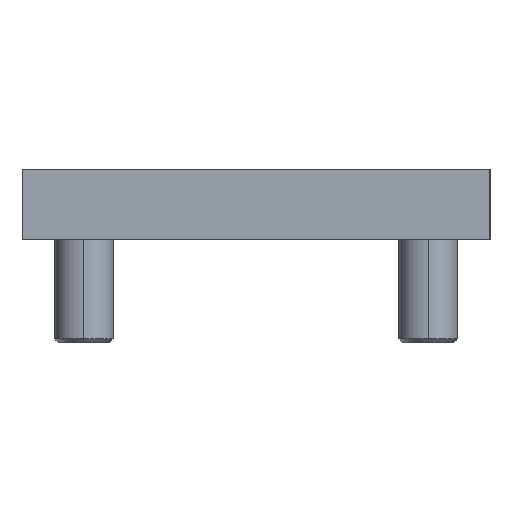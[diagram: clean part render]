
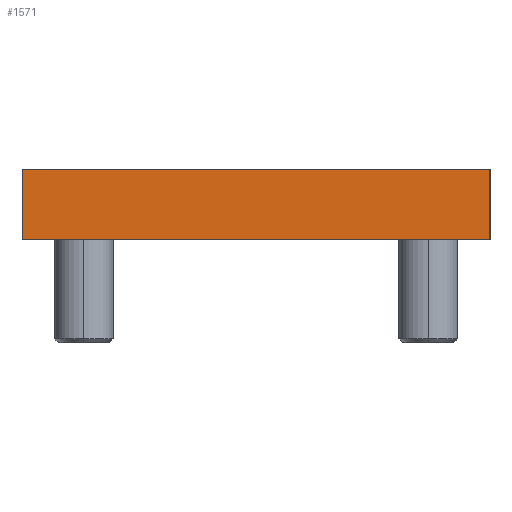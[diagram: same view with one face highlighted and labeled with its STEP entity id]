
A CAD part, left-side view. The second image highlights one B-rep face of the part: STEP entity #1571.
In plain terms, the highlighted planar face has unit normal (-1, 0, 0).
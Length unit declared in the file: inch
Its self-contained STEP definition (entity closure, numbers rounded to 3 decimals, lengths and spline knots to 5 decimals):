
#32 = FACE_OUTER_BOUND ( 'NONE', #2990, .T. ) ;
#48 = VERTEX_POINT ( 'NONE', #992 ) ;
#173 = EDGE_CURVE ( 'NONE', #48, #1907, #560, .T. ) ;
#333 = DIRECTION ( 'NONE',  ( 0., 0., -1. ) ) ;
#346 = VECTOR ( 'NONE', #1936, 39.37008 ) ;
#446 = ORIENTED_EDGE ( 'NONE', *, *, #2748, .F. ) ;
#500 = CARTESIAN_POINT ( 'NONE',  ( -2.0625, -1.25, 0. ) ) ;
#560 = LINE ( 'NONE', #2491, #1688 ) ;
#582 = VERTEX_POINT ( 'NONE', #2541 ) ;
#713 = VERTEX_POINT ( 'NONE', #2737 ) ;
#963 = CARTESIAN_POINT ( 'NONE',  ( -2.0625, -1.25, 0.375 ) ) ;
#992 = CARTESIAN_POINT ( 'NONE',  ( -2.0625, 1.25, 0.375 ) ) ;
#1193 = EDGE_CURVE ( 'NONE', #1907, #713, #2207, .T. ) ;
#1269 = DIRECTION ( 'NONE',  ( 1., 0., 0. ) ) ;
#1457 = CARTESIAN_POINT ( 'NONE',  ( -2.0625, 1.25, 0. ) ) ;
#1571 = ADVANCED_FACE ( 'NONE', ( #32 ), #3123, .F. ) ;
#1594 = DIRECTION ( 'NONE',  ( 0., -1., 0. ) ) ;
#1605 = LINE ( 'NONE', #2073, #2251 ) ;
#1627 = CARTESIAN_POINT ( 'NONE',  ( -2.0625, -1.25, 0.375 ) ) ;
#1688 = VECTOR ( 'NONE', #333, 39.37008 ) ;
#1777 = EDGE_CURVE ( 'NONE', #48, #582, #1605, .T. ) ;
#1907 = VERTEX_POINT ( 'NONE', #1457 ) ;
#1913 = AXIS2_PLACEMENT_3D ( 'NONE', #963, #1269, #2902 ) ;
#1932 = VECTOR ( 'NONE', #2608, 39.37008 ) ;
#1936 = DIRECTION ( 'NONE',  ( 0., -1., 0. ) ) ;
#2073 = CARTESIAN_POINT ( 'NONE',  ( -2.0625, -1.25, 0.375 ) ) ;
#2207 = LINE ( 'NONE', #500, #346 ) ;
#2251 = VECTOR ( 'NONE', #1594, 39.37008 ) ;
#2318 = LINE ( 'NONE', #1627, #1932 ) ;
#2491 = CARTESIAN_POINT ( 'NONE',  ( -2.0625, 1.25, 0.375 ) ) ;
#2541 = CARTESIAN_POINT ( 'NONE',  ( -2.0625, -1.25, 0.375 ) ) ;
#2576 = ORIENTED_EDGE ( 'NONE', *, *, #1193, .T. ) ;
#2608 = DIRECTION ( 'NONE',  ( 0., 0., -1. ) ) ;
#2737 = CARTESIAN_POINT ( 'NONE',  ( -2.0625, -1.25, 0. ) ) ;
#2748 = EDGE_CURVE ( 'NONE', #582, #713, #2318, .T. ) ;
#2902 = DIRECTION ( 'NONE',  ( 0., 0., -1. ) ) ;
#2930 = ORIENTED_EDGE ( 'NONE', *, *, #173, .T. ) ;
#2990 = EDGE_LOOP ( 'NONE', ( #2576, #446, #3062, #2930 ) ) ;
#3062 = ORIENTED_EDGE ( 'NONE', *, *, #1777, .F. ) ;
#3123 = PLANE ( 'NONE',  #1913 ) ;
